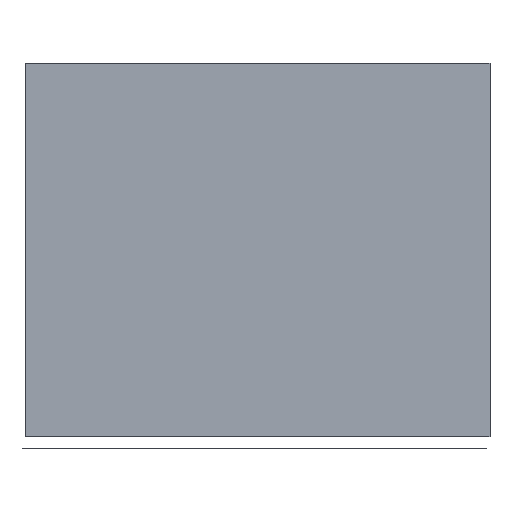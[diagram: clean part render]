
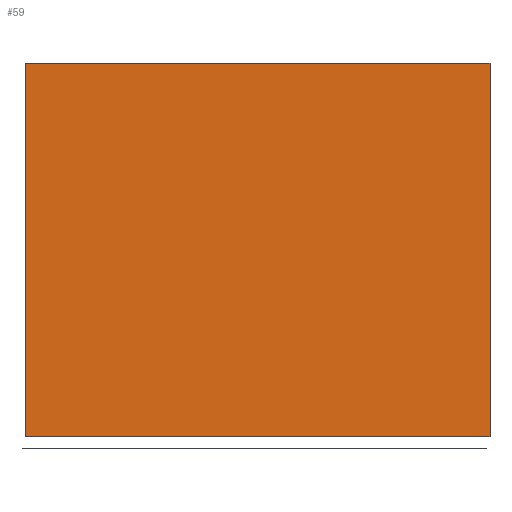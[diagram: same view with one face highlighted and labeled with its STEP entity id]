
A CAD part, left-side view. The second image highlights one B-rep face of the part: STEP entity #59.
In plain terms, the highlighted planar face has unit normal (1, 0, 0).
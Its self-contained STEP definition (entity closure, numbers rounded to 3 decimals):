
#13=FACE_OUTER_BOUND('',#15,.T.);
#15=EDGE_LOOP('',(#49,#50,#51,#52));
#17=LINE('',#98,#25);
#18=LINE('',#100,#26);
#19=LINE('',#102,#27);
#20=LINE('',#103,#28);
#25=VECTOR('',#84,10.);
#26=VECTOR('',#85,10.);
#27=VECTOR('',#86,10.);
#28=VECTOR('',#87,10.);
#33=VERTEX_POINT('',#96);
#34=VERTEX_POINT('',#97);
#35=VERTEX_POINT('',#99);
#36=VERTEX_POINT('',#101);
#41=EDGE_CURVE('',#33,#34,#17,.T.);
#42=EDGE_CURVE('',#34,#35,#18,.T.);
#43=EDGE_CURVE('',#35,#36,#19,.T.);
#44=EDGE_CURVE('',#36,#33,#20,.T.);
#49=ORIENTED_EDGE('',*,*,#41,.T.);
#50=ORIENTED_EDGE('',*,*,#42,.T.);
#51=ORIENTED_EDGE('',*,*,#43,.T.);
#52=ORIENTED_EDGE('',*,*,#44,.T.);
#57=PLANE('',#78);
#59=ADVANCED_FACE('',(#13),#57,.T.);
#78=AXIS2_PLACEMENT_3D('',#95,#82,#83);
#82=DIRECTION('center_axis',(1.,0.,0.));
#83=DIRECTION('ref_axis',(0.,1.,0.));
#84=DIRECTION('',(0.,0.,-1.));
#85=DIRECTION('',(0.,1.,0.));
#86=DIRECTION('',(0.,0.,1.));
#87=DIRECTION('',(0.,-1.,0.));
#95=CARTESIAN_POINT('Origin',(0.,16.56,14.155));
#96=CARTESIAN_POINT('',(0.,0.,27.477));
#97=CARTESIAN_POINT('',(0.,0.,0.833));
#98=CARTESIAN_POINT('',(0.,0.,27.477));
#99=CARTESIAN_POINT('',(0.,33.12,0.833));
#100=CARTESIAN_POINT('',(0.,0.,0.833));
#101=CARTESIAN_POINT('',(0.,33.12,27.477));
#102=CARTESIAN_POINT('',(0.,33.12,0.833));
#103=CARTESIAN_POINT('',(0.,33.12,27.477));
